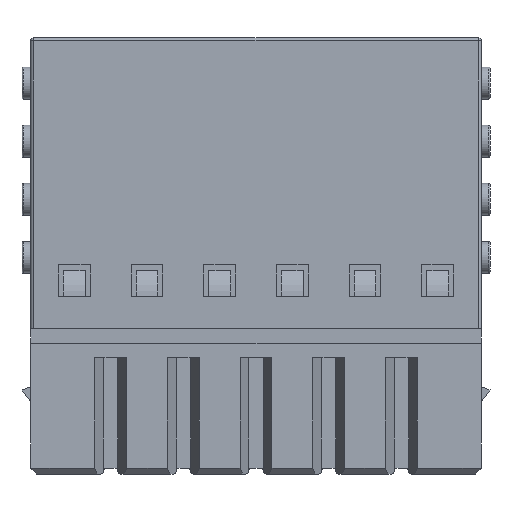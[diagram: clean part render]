
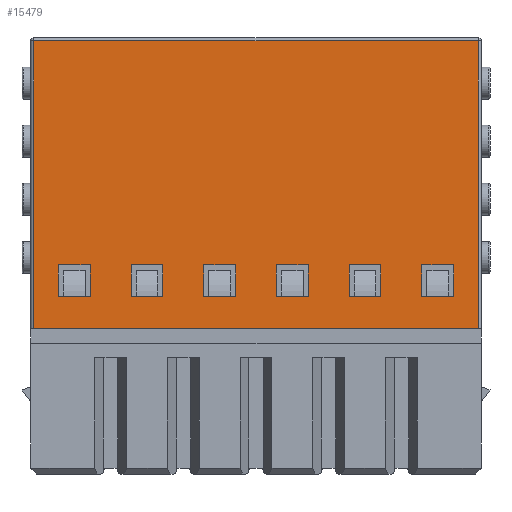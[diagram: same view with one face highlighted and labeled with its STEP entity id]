
A CAD part, front view. The second image highlights one B-rep face of the part: STEP entity #15479.
In plain terms, the highlighted planar face has unit normal (0, -1, 0).
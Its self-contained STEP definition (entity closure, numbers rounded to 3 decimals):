
#1047=ORIENTED_EDGE('',*,*,#5185,.F.);
#1048=ORIENTED_EDGE('',*,*,#5558,.T.);
#1049=ORIENTED_EDGE('',*,*,#5559,.T.);
#1050=ORIENTED_EDGE('',*,*,#5560,.T.);
#1051=ORIENTED_EDGE('',*,*,#5561,.T.);
#1052=ORIENTED_EDGE('',*,*,#5562,.T.);
#1053=ORIENTED_EDGE('',*,*,#5563,.T.);
#1054=ORIENTED_EDGE('',*,*,#5564,.T.);
#1055=ORIENTED_EDGE('',*,*,#5565,.T.);
#1056=ORIENTED_EDGE('',*,*,#5566,.T.);
#1057=ORIENTED_EDGE('',*,*,#5567,.T.);
#1058=ORIENTED_EDGE('',*,*,#5568,.T.);
#1059=ORIENTED_EDGE('',*,*,#5569,.T.);
#1060=ORIENTED_EDGE('',*,*,#5570,.T.);
#1061=ORIENTED_EDGE('',*,*,#5571,.T.);
#1062=ORIENTED_EDGE('',*,*,#5572,.T.);
#1063=ORIENTED_EDGE('',*,*,#5573,.T.);
#1064=ORIENTED_EDGE('',*,*,#5574,.T.);
#1065=ORIENTED_EDGE('',*,*,#5575,.T.);
#1066=ORIENTED_EDGE('',*,*,#5576,.T.);
#1067=ORIENTED_EDGE('',*,*,#5577,.T.);
#1068=ORIENTED_EDGE('',*,*,#5578,.T.);
#1069=ORIENTED_EDGE('',*,*,#5579,.T.);
#1070=ORIENTED_EDGE('',*,*,#5580,.T.);
#1071=ORIENTED_EDGE('',*,*,#5581,.T.);
#1072=ORIENTED_EDGE('',*,*,#5582,.T.);
#1073=ORIENTED_EDGE('',*,*,#5583,.T.);
#1074=ORIENTED_EDGE('',*,*,#5584,.T.);
#5185=EDGE_CURVE('',#7471,#7472,#8910,.T.);
#5558=EDGE_CURVE('',#7471,#7800,#9254,.F.);
#5559=EDGE_CURVE('',#7800,#7801,#9255,.T.);
#5560=EDGE_CURVE('',#7801,#7472,#9256,.T.);
#5561=EDGE_CURVE('',#7802,#7803,#9257,.T.);
#5562=EDGE_CURVE('',#7803,#7804,#9258,.T.);
#5563=EDGE_CURVE('',#7804,#7805,#9259,.T.);
#5564=EDGE_CURVE('',#7805,#7802,#9260,.T.);
#5565=EDGE_CURVE('',#7806,#7807,#9261,.T.);
#5566=EDGE_CURVE('',#7807,#7808,#9262,.T.);
#5567=EDGE_CURVE('',#7808,#7809,#9263,.T.);
#5568=EDGE_CURVE('',#7809,#7806,#9264,.T.);
#5569=EDGE_CURVE('',#7810,#7811,#9265,.T.);
#5570=EDGE_CURVE('',#7811,#7812,#9266,.T.);
#5571=EDGE_CURVE('',#7812,#7813,#9267,.T.);
#5572=EDGE_CURVE('',#7813,#7810,#9268,.T.);
#5573=EDGE_CURVE('',#7814,#7815,#9269,.T.);
#5574=EDGE_CURVE('',#7815,#7816,#9270,.T.);
#5575=EDGE_CURVE('',#7816,#7817,#9271,.T.);
#5576=EDGE_CURVE('',#7817,#7814,#9272,.T.);
#5577=EDGE_CURVE('',#7818,#7819,#9273,.T.);
#5578=EDGE_CURVE('',#7819,#7820,#9274,.T.);
#5579=EDGE_CURVE('',#7820,#7821,#9275,.T.);
#5580=EDGE_CURVE('',#7821,#7818,#9276,.T.);
#5581=EDGE_CURVE('',#7822,#7823,#9277,.T.);
#5582=EDGE_CURVE('',#7823,#7824,#9278,.T.);
#5583=EDGE_CURVE('',#7824,#7825,#9279,.T.);
#5584=EDGE_CURVE('',#7825,#7822,#9280,.T.);
#7471=VERTEX_POINT('',#21958);
#7472=VERTEX_POINT('',#21960);
#7800=VERTEX_POINT('',#22686);
#7801=VERTEX_POINT('',#22688);
#7802=VERTEX_POINT('',#22691);
#7803=VERTEX_POINT('',#22692);
#7804=VERTEX_POINT('',#22694);
#7805=VERTEX_POINT('',#22696);
#7806=VERTEX_POINT('',#22699);
#7807=VERTEX_POINT('',#22700);
#7808=VERTEX_POINT('',#22702);
#7809=VERTEX_POINT('',#22704);
#7810=VERTEX_POINT('',#22707);
#7811=VERTEX_POINT('',#22708);
#7812=VERTEX_POINT('',#22710);
#7813=VERTEX_POINT('',#22712);
#7814=VERTEX_POINT('',#22715);
#7815=VERTEX_POINT('',#22716);
#7816=VERTEX_POINT('',#22718);
#7817=VERTEX_POINT('',#22720);
#7818=VERTEX_POINT('',#22723);
#7819=VERTEX_POINT('',#22724);
#7820=VERTEX_POINT('',#22726);
#7821=VERTEX_POINT('',#22728);
#7822=VERTEX_POINT('',#22731);
#7823=VERTEX_POINT('',#22732);
#7824=VERTEX_POINT('',#22734);
#7825=VERTEX_POINT('',#22736);
#8910=LINE('',#21959,#10844);
#9254=LINE('',#22685,#11188);
#9255=LINE('',#22687,#11189);
#9256=LINE('',#22689,#11190);
#9257=LINE('',#22690,#11191);
#9258=LINE('',#22693,#11192);
#9259=LINE('',#22695,#11193);
#9260=LINE('',#22697,#11194);
#9261=LINE('',#22698,#11195);
#9262=LINE('',#22701,#11196);
#9263=LINE('',#22703,#11197);
#9264=LINE('',#22705,#11198);
#9265=LINE('',#22706,#11199);
#9266=LINE('',#22709,#11200);
#9267=LINE('',#22711,#11201);
#9268=LINE('',#22713,#11202);
#9269=LINE('',#22714,#11203);
#9270=LINE('',#22717,#11204);
#9271=LINE('',#22719,#11205);
#9272=LINE('',#22721,#11206);
#9273=LINE('',#22722,#11207);
#9274=LINE('',#22725,#11208);
#9275=LINE('',#22727,#11209);
#9276=LINE('',#22729,#11210);
#9277=LINE('',#22730,#11211);
#9278=LINE('',#22733,#11212);
#9279=LINE('',#22735,#11213);
#9280=LINE('',#22737,#11214);
#10844=VECTOR('',#17605,1000.);
#11188=VECTOR('',#18057,1000.);
#11189=VECTOR('',#18058,1000.);
#11190=VECTOR('',#18059,1000.);
#11191=VECTOR('',#18060,1000.);
#11192=VECTOR('',#18061,1000.);
#11193=VECTOR('',#18062,1000.);
#11194=VECTOR('',#18063,1000.);
#11195=VECTOR('',#18064,1000.);
#11196=VECTOR('',#18065,1000.);
#11197=VECTOR('',#18066,1000.);
#11198=VECTOR('',#18067,1000.);
#11199=VECTOR('',#18068,1000.);
#11200=VECTOR('',#18069,1000.);
#11201=VECTOR('',#18070,1000.);
#11202=VECTOR('',#18071,1000.);
#11203=VECTOR('',#18072,1000.);
#11204=VECTOR('',#18073,1000.);
#11205=VECTOR('',#18074,1000.);
#11206=VECTOR('',#18075,1000.);
#11207=VECTOR('',#18076,1000.);
#11208=VECTOR('',#18077,1000.);
#11209=VECTOR('',#18078,1000.);
#11210=VECTOR('',#18079,1000.);
#11211=VECTOR('',#18080,1000.);
#11212=VECTOR('',#18081,1000.);
#11213=VECTOR('',#18082,1000.);
#11214=VECTOR('',#18083,1000.);
#12845=EDGE_LOOP('',(#1047,#1048,#1049,#1050));
#12846=EDGE_LOOP('',(#1051,#1052,#1053,#1054));
#12847=EDGE_LOOP('',(#1055,#1056,#1057,#1058));
#12848=EDGE_LOOP('',(#1059,#1060,#1061,#1062));
#12849=EDGE_LOOP('',(#1063,#1064,#1065,#1066));
#12850=EDGE_LOOP('',(#1067,#1068,#1069,#1070));
#12851=EDGE_LOOP('',(#1071,#1072,#1073,#1074));
#13837=FACE_BOUND('',#12845,.T.);
#13838=FACE_BOUND('',#12846,.T.);
#13839=FACE_BOUND('',#12847,.T.);
#13840=FACE_BOUND('',#12848,.T.);
#13841=FACE_BOUND('',#12849,.T.);
#13842=FACE_BOUND('',#12850,.T.);
#13843=FACE_BOUND('',#12851,.T.);
#14784=PLANE('',#16444);
#15479=ADVANCED_FACE('',(#13837,#13838,#13839,#13840,#13841,#13842,#13843),
#14784,.T.);
#16444=AXIS2_PLACEMENT_3D('',#22684,#18055,#18056);
#17605=DIRECTION('',(-1.,0.,0.));
#18055=DIRECTION('',(0.,-1.,0.));
#18056=DIRECTION('',(0.,0.,-1.));
#18057=DIRECTION('',(0.,0.,-1.));
#18058=DIRECTION('',(-1.,0.,0.));
#18059=DIRECTION('',(0.,0.,-1.));
#18060=DIRECTION('',(-1.,0.,0.));
#18061=DIRECTION('',(0.,0.,1.));
#18062=DIRECTION('',(1.,0.,0.));
#18063=DIRECTION('',(0.,0.,-1.));
#18064=DIRECTION('',(-1.,0.,0.));
#18065=DIRECTION('',(0.,0.,1.));
#18066=DIRECTION('',(1.,0.,0.));
#18067=DIRECTION('',(0.,0.,-1.));
#18068=DIRECTION('',(-1.,0.,0.));
#18069=DIRECTION('',(0.,0.,1.));
#18070=DIRECTION('',(1.,0.,0.));
#18071=DIRECTION('',(0.,0.,-1.));
#18072=DIRECTION('',(-1.,0.,0.));
#18073=DIRECTION('',(0.,0.,1.));
#18074=DIRECTION('',(1.,0.,0.));
#18075=DIRECTION('',(0.,0.,-1.));
#18076=DIRECTION('',(-1.,0.,0.));
#18077=DIRECTION('',(0.,0.,1.));
#18078=DIRECTION('',(1.,0.,0.));
#18079=DIRECTION('',(0.,0.,-1.));
#18080=DIRECTION('',(-1.,0.,0.));
#18081=DIRECTION('',(0.,0.,1.));
#18082=DIRECTION('',(1.,0.,0.));
#18083=DIRECTION('',(0.,0.,-1.));
#21958=CARTESIAN_POINT('',(7.65,-2.5,0.));
#21959=CARTESIAN_POINT('',(7.75,-2.5,0.));
#21960=CARTESIAN_POINT('',(-7.65,-2.5,0.));
#22684=CARTESIAN_POINT('',(7.75,-2.5,10.));
#22685=CARTESIAN_POINT('',(7.65,-2.5,10.));
#22686=CARTESIAN_POINT('',(7.65,-2.5,9.9));
#22687=CARTESIAN_POINT('',(-7.75,-2.5,9.9));
#22688=CARTESIAN_POINT('',(-7.65,-2.5,9.9));
#22689=CARTESIAN_POINT('',(-7.65,-2.5,10.));
#22690=CARTESIAN_POINT('',(-5.7,-2.5,1.1));
#22691=CARTESIAN_POINT('',(-5.7,-2.5,1.1));
#22692=CARTESIAN_POINT('',(-6.8,-2.5,1.1));
#22693=CARTESIAN_POINT('',(-6.8,-2.5,1.1));
#22694=CARTESIAN_POINT('',(-6.8,-2.5,2.2));
#22695=CARTESIAN_POINT('',(-6.8,-2.5,2.2));
#22696=CARTESIAN_POINT('',(-5.7,-2.5,2.2));
#22697=CARTESIAN_POINT('',(-5.7,-2.5,2.2));
#22698=CARTESIAN_POINT('',(-3.2,-2.5,1.1));
#22699=CARTESIAN_POINT('',(-3.2,-2.5,1.1));
#22700=CARTESIAN_POINT('',(-4.3,-2.5,1.1));
#22701=CARTESIAN_POINT('',(-4.3,-2.5,1.1));
#22702=CARTESIAN_POINT('',(-4.3,-2.5,2.2));
#22703=CARTESIAN_POINT('',(-4.3,-2.5,2.2));
#22704=CARTESIAN_POINT('',(-3.2,-2.5,2.2));
#22705=CARTESIAN_POINT('',(-3.2,-2.5,2.2));
#22706=CARTESIAN_POINT('',(-0.7,-2.5,1.1));
#22707=CARTESIAN_POINT('',(-0.7,-2.5,1.1));
#22708=CARTESIAN_POINT('',(-1.8,-2.5,1.1));
#22709=CARTESIAN_POINT('',(-1.8,-2.5,1.1));
#22710=CARTESIAN_POINT('',(-1.8,-2.5,2.2));
#22711=CARTESIAN_POINT('',(-1.8,-2.5,2.2));
#22712=CARTESIAN_POINT('',(-0.7,-2.5,2.2));
#22713=CARTESIAN_POINT('',(-0.7,-2.5,2.2));
#22714=CARTESIAN_POINT('',(1.8,-2.5,1.1));
#22715=CARTESIAN_POINT('',(1.8,-2.5,1.1));
#22716=CARTESIAN_POINT('',(0.7,-2.5,1.1));
#22717=CARTESIAN_POINT('',(0.7,-2.5,1.1));
#22718=CARTESIAN_POINT('',(0.7,-2.5,2.2));
#22719=CARTESIAN_POINT('',(0.7,-2.5,2.2));
#22720=CARTESIAN_POINT('',(1.8,-2.5,2.2));
#22721=CARTESIAN_POINT('',(1.8,-2.5,2.2));
#22722=CARTESIAN_POINT('',(4.3,-2.5,1.1));
#22723=CARTESIAN_POINT('',(4.3,-2.5,1.1));
#22724=CARTESIAN_POINT('',(3.2,-2.5,1.1));
#22725=CARTESIAN_POINT('',(3.2,-2.5,1.1));
#22726=CARTESIAN_POINT('',(3.2,-2.5,2.2));
#22727=CARTESIAN_POINT('',(3.2,-2.5,2.2));
#22728=CARTESIAN_POINT('',(4.3,-2.5,2.2));
#22729=CARTESIAN_POINT('',(4.3,-2.5,2.2));
#22730=CARTESIAN_POINT('',(6.8,-2.5,1.1));
#22731=CARTESIAN_POINT('',(6.8,-2.5,1.1));
#22732=CARTESIAN_POINT('',(5.7,-2.5,1.1));
#22733=CARTESIAN_POINT('',(5.7,-2.5,1.1));
#22734=CARTESIAN_POINT('',(5.7,-2.5,2.2));
#22735=CARTESIAN_POINT('',(5.7,-2.5,2.2));
#22736=CARTESIAN_POINT('',(6.8,-2.5,2.2));
#22737=CARTESIAN_POINT('',(6.8,-2.5,2.2));
